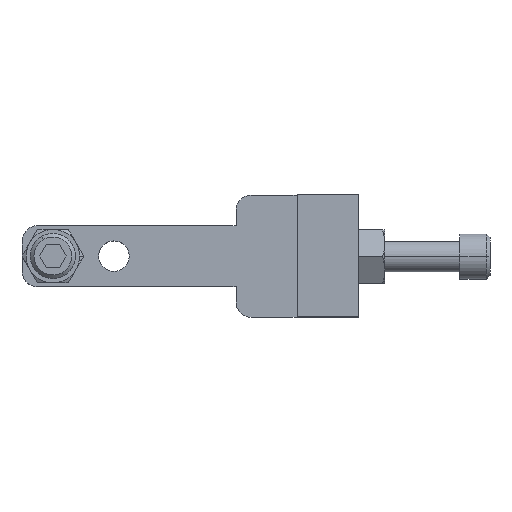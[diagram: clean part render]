
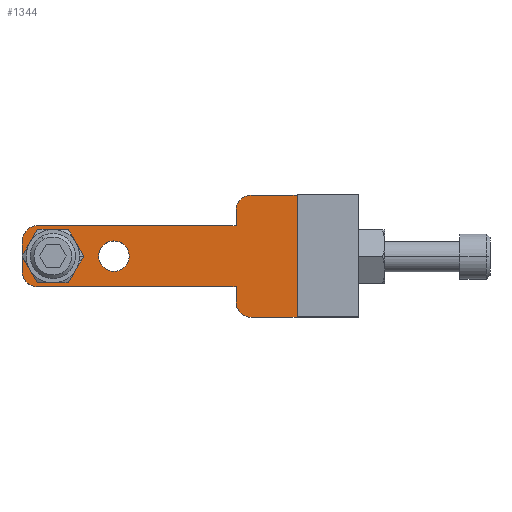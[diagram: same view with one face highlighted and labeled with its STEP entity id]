
A CAD part, top view. The second image highlights one B-rep face of the part: STEP entity #1344.
In plain terms, the highlighted planar face has unit normal (0, 0, 1).
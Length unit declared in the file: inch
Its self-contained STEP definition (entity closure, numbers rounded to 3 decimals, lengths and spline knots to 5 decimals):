
#112 = CARTESIAN_POINT ( 'NONE',  ( -1.875, 0.5, -2.65 ) ) ;
#114 = CARTESIAN_POINT ( 'NONE',  ( -2.125, 0.5, -2.65 ) ) ;
#199 = FACE_BOUND ( 'NONE', #3437, .T. ) ;
#248 = FACE_OUTER_BOUND ( 'NONE', #3328, .T. ) ;
#314 = CIRCLE ( 'NONE', #1783, 0.125 ) ;
#331 = CIRCLE ( 'NONE', #1781, 0.125 ) ;
#372 = FACE_BOUND ( 'NONE', #3357, .T. ) ;
#423 = VERTEX_POINT ( 'NONE', #114 ) ;
#425 = VERTEX_POINT ( 'NONE', #112 ) ;
#758 = ORIENTED_EDGE ( 'NONE', *, *, #1664, .F. ) ;
#759 = ORIENTED_EDGE ( 'NONE', *, *, #1273, .F. ) ;
#760 = ORIENTED_EDGE ( 'NONE', *, *, #1665, .F. ) ;
#761 = ORIENTED_EDGE ( 'NONE', *, *, #1277, .F. ) ;
#762 = ORIENTED_EDGE ( 'NONE', *, *, #1666, .F. ) ;
#763 = ORIENTED_EDGE ( 'NONE', *, *, #1667, .T. ) ;
#764 = ORIENTED_EDGE ( 'NONE', *, *, #1661, .T. ) ;
#765 = ORIENTED_EDGE ( 'NONE', *, *, #1668, .T. ) ;
#766 = ORIENTED_EDGE ( 'NONE', *, *, #1669, .F. ) ;
#767 = ORIENTED_EDGE ( 'NONE', *, *, #1670, .F. ) ;
#768 = ORIENTED_EDGE ( 'NONE', *, *, #1671, .T. ) ;
#769 = ORIENTED_EDGE ( 'NONE', *, *, #1672, .T. ) ;
#770 = ORIENTED_EDGE ( 'NONE', *, *, #1673, .F. ) ;
#771 = ORIENTED_EDGE ( 'NONE', *, *, #1674, .F. ) ;
#772 = ORIENTED_EDGE ( 'NONE', *, *, #1675, .T. ) ;
#773 = ORIENTED_EDGE ( 'NONE', *, *, #1676, .F. ) ;
#870 = CARTESIAN_POINT ( 'NONE',  ( -2., 0.5, -2.65 ) ) ;
#871 = DIRECTION ( 'NONE',  ( 0., 0., 1. ) ) ;
#872 = DIRECTION ( 'NONE',  ( 1., 0., 0. ) ) ;
#881 = DIRECTION ( 'NONE',  ( 0., 0., 1. ) ) ;
#884 = DIRECTION ( 'NONE',  ( 1., 0., 0. ) ) ;
#885 = CARTESIAN_POINT ( 'NONE',  ( -2.5, 0.5, -2.65 ) ) ;
#1273 = EDGE_CURVE ( 'NONE', #423, #425, #331, .T. ) ;
#1277 = EDGE_CURVE ( 'NONE', #3568, #3570, #314, .T. ) ;
#1344 = ADVANCED_FACE ( 'NONE', ( #199, #372, #248 ), #2186, .F. ) ;
#1401 = LINE ( 'NONE', #3023, #1444 ) ;
#1404 = CIRCLE ( 'NONE', #2661, 0.125 ) ;
#1416 = CIRCLE ( 'NONE', #2663, 0.125 ) ;
#1423 = VECTOR ( 'NONE', #3019, 39.37008 ) ;
#1425 = CIRCLE ( 'NONE', #2665, 0.125 ) ;
#1429 = VECTOR ( 'NONE', #2997, 39.37008 ) ;
#1432 = LINE ( 'NONE', #3010, #1449 ) ;
#1436 = VECTOR ( 'NONE', #3037, 39.37008 ) ;
#1444 = VECTOR ( 'NONE', #3028, 39.37008 ) ;
#1445 = LINE ( 'NONE', #3031, #1558 ) ;
#1446 = LINE ( 'NONE', #3029, #1450 ) ;
#1447 = LINE ( 'NONE', #3018, #1423 ) ;
#1449 = VECTOR ( 'NONE', #3011, 39.37008 ) ;
#1450 = VECTOR ( 'NONE', #3027, 39.37008 ) ;
#1454 = LINE ( 'NONE', #3035, #1436 ) ;
#1456 = CIRCLE ( 'NONE', #2662, 0.125 ) ;
#1462 = LINE ( 'NONE', #2996, #1429 ) ;
#1463 = CIRCLE ( 'NONE', #2664, 0.125 ) ;
#1554 = LINE ( 'NONE', #3036, #1575 ) ;
#1558 = VECTOR ( 'NONE', #3038, 39.37008 ) ;
#1575 = VECTOR ( 'NONE', #3030, 39.37008 ) ;
#1587 = CIRCLE ( 'NONE', #2666, 0.125 ) ;
#1661 = EDGE_CURVE ( 'NONE', #1844, #3394, #1462, .T. ) ;
#1664 = EDGE_CURVE ( 'NONE', #425, #423, #1404, .T. ) ;
#1665 = EDGE_CURVE ( 'NONE', #3570, #3568, #1456, .T. ) ;
#1666 = EDGE_CURVE ( 'NONE', #3395, #3533, #1432, .T. ) ;
#1667 = EDGE_CURVE ( 'NONE', #3395, #1844, #1416, .T. ) ;
#1668 = EDGE_CURVE ( 'NONE', #3394, #3354, #1463, .T. ) ;
#1669 = EDGE_CURVE ( 'NONE', #3316, #3354, #1447, .T. ) ;
#1670 = EDGE_CURVE ( 'NONE', #3378, #3316, #1401, .T. ) ;
#1671 = EDGE_CURVE ( 'NONE', #3378, #3447, #1425, .T. ) ;
#1672 = EDGE_CURVE ( 'NONE', #3447, #3474, #1446, .T. ) ;
#1673 = EDGE_CURVE ( 'NONE', #3329, #3474, #1454, .T. ) ;
#1674 = EDGE_CURVE ( 'NONE', #3398, #3329, #1445, .T. ) ;
#1675 = EDGE_CURVE ( 'NONE', #3398, #3404, #1587, .T. ) ;
#1676 = EDGE_CURVE ( 'NONE', #3533, #3404, #1554, .T. ) ;
#1781 = AXIS2_PLACEMENT_3D ( 'NONE', #870, #871, #872 ) ;
#1783 = AXIS2_PLACEMENT_3D ( 'NONE', #885, #881, #884 ) ;
#1844 = VERTEX_POINT ( 'NONE', #3202 ) ;
#2182 = DIRECTION ( 'NONE',  ( -1., 0., 0. ) ) ;
#2186 = PLANE ( 'NONE',  #2602 ) ;
#2188 = CARTESIAN_POINT ( 'NONE',  ( -2.75, 1., -2.65 ) ) ;
#2201 = DIRECTION ( 'NONE',  ( 0., 0., -1. ) ) ;
#2602 = AXIS2_PLACEMENT_3D ( 'NONE', #2188, #2201, #2182 ) ;
#2661 = AXIS2_PLACEMENT_3D ( 'NONE', #3012, #3013, #3014 ) ;
#2662 = AXIS2_PLACEMENT_3D ( 'NONE', #3015, #3016, #3017 ) ;
#2663 = AXIS2_PLACEMENT_3D ( 'NONE', #3020, #3021, #3022 ) ;
#2664 = AXIS2_PLACEMENT_3D ( 'NONE', #3024, #3025, #3026 ) ;
#2665 = AXIS2_PLACEMENT_3D ( 'NONE', #3032, #3033, #3034 ) ;
#2666 = AXIS2_PLACEMENT_3D ( 'NONE', #3040, #3041, #3042 ) ;
#2996 = CARTESIAN_POINT ( 'NONE',  ( -2.75, 1., -2.65 ) ) ;
#2997 = DIRECTION ( 'NONE',  ( 0., -1., 0. ) ) ;
#3010 = CARTESIAN_POINT ( 'NONE',  ( -2.75, 0.75, -2.65 ) ) ;
#3011 = DIRECTION ( 'NONE',  ( 1., 0., 0. ) ) ;
#3012 = CARTESIAN_POINT ( 'NONE',  ( -2., 0.5, -2.65 ) ) ;
#3013 = DIRECTION ( 'NONE',  ( 0., 0., 1. ) ) ;
#3014 = DIRECTION ( 'NONE',  ( 1., 0., 0. ) ) ;
#3015 = CARTESIAN_POINT ( 'NONE',  ( -2.5, 0.5, -2.65 ) ) ;
#3016 = DIRECTION ( 'NONE',  ( 0., 0., 1. ) ) ;
#3017 = DIRECTION ( 'NONE',  ( 1., 0., 0. ) ) ;
#3018 = CARTESIAN_POINT ( 'NONE',  ( -2.75, 0.25, -2.65 ) ) ;
#3019 = DIRECTION ( 'NONE',  ( -1., 0., 0. ) ) ;
#3020 = CARTESIAN_POINT ( 'NONE',  ( -2.625, 0.625, -2.65 ) ) ;
#3021 = DIRECTION ( 'NONE',  ( 0., 0., 1. ) ) ;
#3022 = DIRECTION ( 'NONE',  ( -1., 0., 0. ) ) ;
#3023 = CARTESIAN_POINT ( 'NONE',  ( -1., 0., -2.65 ) ) ;
#3024 = CARTESIAN_POINT ( 'NONE',  ( -2.625, 0.375, -2.65 ) ) ;
#3025 = DIRECTION ( 'NONE',  ( 0., 0., 1. ) ) ;
#3026 = DIRECTION ( 'NONE',  ( -1., 0., 0. ) ) ;
#3027 = DIRECTION ( 'NONE',  ( 1., 0., 0. ) ) ;
#3028 = DIRECTION ( 'NONE',  ( 0., 1., 0. ) ) ;
#3029 = CARTESIAN_POINT ( 'NONE',  ( -2.75, 0., -2.65 ) ) ;
#3030 = DIRECTION ( 'NONE',  ( 0., 1., 0. ) ) ;
#3031 = CARTESIAN_POINT ( 'NONE',  ( -2.75, 1., -2.65 ) ) ;
#3032 = CARTESIAN_POINT ( 'NONE',  ( -0.875, 0.125, -2.65 ) ) ;
#3033 = DIRECTION ( 'NONE',  ( 0., 0., 1. ) ) ;
#3034 = DIRECTION ( 'NONE',  ( -1., 0., 0. ) ) ;
#3035 = CARTESIAN_POINT ( 'NONE',  ( -0.5, 1., -2.65 ) ) ;
#3036 = CARTESIAN_POINT ( 'NONE',  ( -1., 1., -2.65 ) ) ;
#3037 = DIRECTION ( 'NONE',  ( 0., -1., 0. ) ) ;
#3038 = DIRECTION ( 'NONE',  ( 1., 0., 0. ) ) ;
#3040 = CARTESIAN_POINT ( 'NONE',  ( -0.875, 0.875, -2.65 ) ) ;
#3041 = DIRECTION ( 'NONE',  ( 0., 0., 1. ) ) ;
#3042 = DIRECTION ( 'NONE',  ( -1., 0., 0. ) ) ;
#3202 = CARTESIAN_POINT ( 'NONE',  ( -2.75, 0.625, -2.65 ) ) ;
#3207 = CARTESIAN_POINT ( 'NONE',  ( -1., 0.25, -2.65 ) ) ;
#3208 = CARTESIAN_POINT ( 'NONE',  ( -1., 0.125, -2.65 ) ) ;
#3212 = CARTESIAN_POINT ( 'NONE',  ( -0.5, 1., -2.65 ) ) ;
#3215 = CARTESIAN_POINT ( 'NONE',  ( -0.875, 1., -2.65 ) ) ;
#3216 = CARTESIAN_POINT ( 'NONE',  ( -2.625, 0.25, -2.65 ) ) ;
#3221 = CARTESIAN_POINT ( 'NONE',  ( -2.75, 0.375, -2.65 ) ) ;
#3222 = CARTESIAN_POINT ( 'NONE',  ( -1., 0.875, -2.65 ) ) ;
#3223 = CARTESIAN_POINT ( 'NONE',  ( -2.625, 0.75, -2.65 ) ) ;
#3227 = CARTESIAN_POINT ( 'NONE',  ( -0.875, 0., -2.65 ) ) ;
#3237 = CARTESIAN_POINT ( 'NONE',  ( -0.5, 0., -2.65 ) ) ;
#3245 = CARTESIAN_POINT ( 'NONE',  ( -1., 0.75, -2.65 ) ) ;
#3277 = CARTESIAN_POINT ( 'NONE',  ( -2.625, 0.5, -2.65 ) ) ;
#3279 = CARTESIAN_POINT ( 'NONE',  ( -2.375, 0.5, -2.65 ) ) ;
#3316 = VERTEX_POINT ( 'NONE', #3207 ) ;
#3328 = EDGE_LOOP ( 'NONE', ( #762, #763, #764, #765, #766, #767, #768, #769, #770, #771, #772, #773 ) ) ;
#3329 = VERTEX_POINT ( 'NONE', #3212 ) ;
#3354 = VERTEX_POINT ( 'NONE', #3216 ) ;
#3357 = EDGE_LOOP ( 'NONE', ( #760, #761 ) ) ;
#3378 = VERTEX_POINT ( 'NONE', #3208 ) ;
#3394 = VERTEX_POINT ( 'NONE', #3221 ) ;
#3395 = VERTEX_POINT ( 'NONE', #3223 ) ;
#3398 = VERTEX_POINT ( 'NONE', #3215 ) ;
#3404 = VERTEX_POINT ( 'NONE', #3222 ) ;
#3437 = EDGE_LOOP ( 'NONE', ( #758, #759 ) ) ;
#3447 = VERTEX_POINT ( 'NONE', #3227 ) ;
#3474 = VERTEX_POINT ( 'NONE', #3237 ) ;
#3533 = VERTEX_POINT ( 'NONE', #3245 ) ;
#3568 = VERTEX_POINT ( 'NONE', #3277 ) ;
#3570 = VERTEX_POINT ( 'NONE', #3279 ) ;
